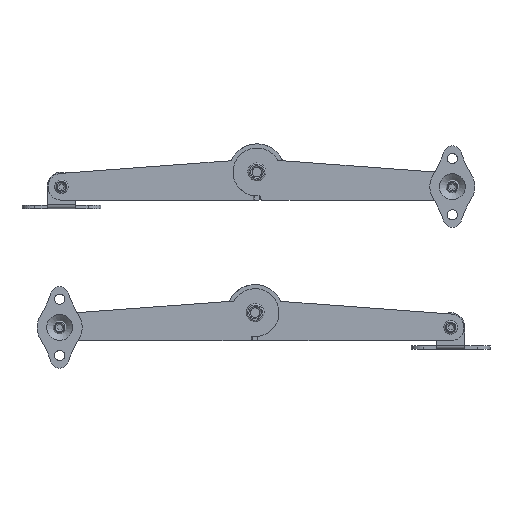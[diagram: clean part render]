
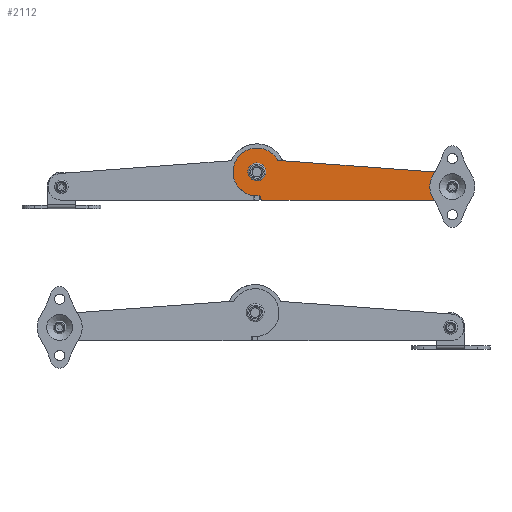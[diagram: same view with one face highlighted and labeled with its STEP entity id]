
A CAD part, top view. The second image highlights one B-rep face of the part: STEP entity #2112.
In plain terms, the highlighted planar face has unit normal (0, 0, 1).
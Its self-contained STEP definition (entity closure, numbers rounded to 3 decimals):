
#250=FACE_BOUND('',#652,.T.);
#251=FACE_BOUND('',#653,.T.);
#325=PLANE('',#2388);
#447=FACE_OUTER_BOUND('',#651,.T.);
#651=EDGE_LOOP('',(#1886,#1887,#1888,#1889,#1890,#1891,#1892));
#652=EDGE_LOOP('',(#1893));
#653=EDGE_LOOP('',(#1894));
#806=CIRCLE('',#2368,0.5);
#812=CIRCLE('',#2377,0.5);
#813=CIRCLE('',#2380,1.25);
#814=CIRCLE('',#2382,1.);
#815=CIRCLE('',#2384,8.5);
#816=CIRCLE('',#2387,4.75);
#934=LINE('',#3654,#1033);
#937=LINE('',#3662,#1036);
#939=LINE('',#3675,#1038);
#1033=VECTOR('',#2998,67.7);
#1036=VECTOR('',#3007,0.536);
#1038=VECTOR('',#3023,62.595);
#1187=VERTEX_POINT('',#3630);
#1188=VERTEX_POINT('',#3632);
#1196=VERTEX_POINT('',#3652);
#1197=VERTEX_POINT('',#3656);
#1198=VERTEX_POINT('',#3657);
#1199=VERTEX_POINT('',#3664);
#1200=VERTEX_POINT('',#3667);
#1201=VERTEX_POINT('',#3670);
#1202=VERTEX_POINT('',#3674);
#1419=EDGE_CURVE('',#1188,#1187,#806,.T.);
#1430=EDGE_CURVE('',#1187,#1196,#934,.T.);
#1431=EDGE_CURVE('',#1197,#1198,#812,.T.);
#1434=EDGE_CURVE('',#1198,#1188,#937,.T.);
#1435=EDGE_CURVE('',#1199,#1199,#813,.T.);
#1436=EDGE_CURVE('',#1200,#1200,#814,.T.);
#1437=EDGE_CURVE('',#1201,#1197,#815,.T.);
#1439=EDGE_CURVE('',#1202,#1201,#939,.T.);
#1441=EDGE_CURVE('',#1196,#1202,#816,.T.);
#1886=ORIENTED_EDGE('',*,*,#1419,.T.);
#1887=ORIENTED_EDGE('',*,*,#1430,.T.);
#1888=ORIENTED_EDGE('',*,*,#1441,.T.);
#1889=ORIENTED_EDGE('',*,*,#1439,.T.);
#1890=ORIENTED_EDGE('',*,*,#1437,.T.);
#1891=ORIENTED_EDGE('',*,*,#1431,.T.);
#1892=ORIENTED_EDGE('',*,*,#1434,.T.);
#1893=ORIENTED_EDGE('',*,*,#1435,.F.);
#1894=ORIENTED_EDGE('',*,*,#1436,.F.);
#2112=ADVANCED_FACE('',(#447,#250,#251),#325,.T.);
#2368=AXIS2_PLACEMENT_3D('',#3633,#2977,#2978);
#2377=AXIS2_PLACEMENT_3D('',#3658,#3001,#3002);
#2380=AXIS2_PLACEMENT_3D('',#3665,#3010,#3011);
#2382=AXIS2_PLACEMENT_3D('',#3668,#3014,#3015);
#2384=AXIS2_PLACEMENT_3D('',#3671,#3018,#3019);
#2387=AXIS2_PLACEMENT_3D('',#3678,#3027,#3028);
#2388=AXIS2_PLACEMENT_3D('',#3679,#3029,#3030);
#2977=DIRECTION('center_axis',(0.,0.,1.));
#2978=DIRECTION('ref_axis',(-0.707,-0.707,0.));
#2998=DIRECTION('',(1.,0.,0.));
#3001=DIRECTION('center_axis',(0.,0.,-1.));
#3002=DIRECTION('ref_axis',(0.675,0.738,0.));
#3007=DIRECTION('',(0.,-1.,0.));
#3010=DIRECTION('center_axis',(0.,0.,1.));
#3011=DIRECTION('ref_axis',(-1.,0.,0.));
#3014=DIRECTION('center_axis',(0.,0.,1.));
#3015=DIRECTION('ref_axis',(-1.,0.,0.));
#3018=DIRECTION('center_axis',(0.,0.,1.));
#3019=DIRECTION('ref_axis',(0.874,0.486,0.));
#3023=DIRECTION('',(-0.997,0.074,0.));
#3027=DIRECTION('center_axis',(0.,0.,1.));
#3028=DIRECTION('ref_axis',(0.,-1.,0.));
#3029=DIRECTION('center_axis',(0.,0.,1.));
#3030=DIRECTION('ref_axis',(1.,0.,0.));
#3630=CARTESIAN_POINT('',(1.8,-10.,-1.4));
#3632=CARTESIAN_POINT('',(1.3,-9.5,-1.4));
#3633=CARTESIAN_POINT('Origin',(1.8,-9.5,-1.4));
#3652=CARTESIAN_POINT('',(69.5,-10.,-1.4));
#3654=CARTESIAN_POINT('',(1.3,-10.,-1.4));
#3656=CARTESIAN_POINT('',(0.756,-8.466,-1.4));
#3657=CARTESIAN_POINT('',(1.3,-8.964,-1.4));
#3658=CARTESIAN_POINT('Origin',(0.8,-8.964,-1.4));
#3662=CARTESIAN_POINT('',(1.3,-8.4,-1.4));
#3664=CARTESIAN_POINT('',(1.25,0.,-1.4));
#3665=CARTESIAN_POINT('Origin',(0.,0.,-1.4));
#3667=CARTESIAN_POINT('',(70.5,-5.25,-1.4));
#3668=CARTESIAN_POINT('Origin',(69.5,-5.25,-1.4));
#3670=CARTESIAN_POINT('',(7.43,4.129,-1.4));
#3671=CARTESIAN_POINT('Origin',(0.,0.,-1.4));
#3674=CARTESIAN_POINT('',(69.852,-0.513,-1.4));
#3675=CARTESIAN_POINT('',(69.852,-0.513,-1.4));
#3678=CARTESIAN_POINT('Origin',(69.5,-5.25,-1.4));
#3679=CARTESIAN_POINT('Origin',(32.427,-3.525,-1.4));
